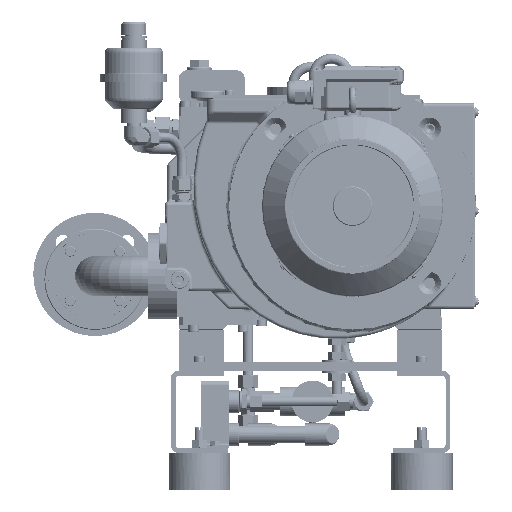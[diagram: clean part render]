
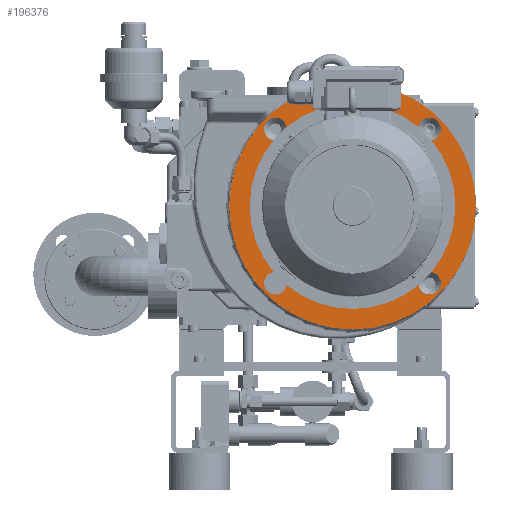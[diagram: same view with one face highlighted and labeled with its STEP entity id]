
A CAD part, left-side view. The second image highlights one B-rep face of the part: STEP entity #196376.
In plain terms, the highlighted planar face has unit normal (-1, 0, 0).
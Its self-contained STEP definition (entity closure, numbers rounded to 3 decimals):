
#43435=FACE_BOUND('',#60898,.T.);
#48752=FACE_OUTER_BOUND('',#60897,.T.);
#60897=EDGE_LOOP('',(#149638,#149639));
#60898=EDGE_LOOP('',(#149640,#149641,#149642,#149643,#149644,#149645,#149646,
#149647,#149648,#149649,#149650,#149651));
#72818=CIRCLE('',#212644,13.75);
#72820=CIRCLE('',#212646,13.75);
#72823=CIRCLE('',#212650,13.75);
#72825=CIRCLE('',#212652,13.75);
#72828=CIRCLE('',#212656,123.);
#72829=CIRCLE('',#212658,123.);
#72831=CIRCLE('',#212661,123.);
#72833=CIRCLE('',#212664,123.);
#72875=CIRCLE('',#212714,150.);
#72876=CIRCLE('',#212715,150.);
#72877=CIRCLE('',#212717,13.75);
#72878=CIRCLE('',#212718,13.75);
#72879=CIRCLE('',#212719,13.75);
#72880=CIRCLE('',#212720,13.75);
#84454=VERTEX_POINT('',#341019);
#84455=VERTEX_POINT('',#341021);
#84459=VERTEX_POINT('',#341032);
#84462=VERTEX_POINT('',#341046);
#84463=VERTEX_POINT('',#341048);
#84467=VERTEX_POINT('',#341062);
#84468=VERTEX_POINT('',#341073);
#84471=VERTEX_POINT('',#341090);
#84473=VERTEX_POINT('',#341099);
#84475=VERTEX_POINT('',#341111);
#84514=VERTEX_POINT('',#341218);
#84515=VERTEX_POINT('',#341220);
#84516=VERTEX_POINT('',#341224);
#84517=VERTEX_POINT('',#341227);
#107967=EDGE_CURVE('',#84454,#84455,#72818,.T.);
#107972=EDGE_CURVE('',#84459,#84454,#72820,.T.);
#107976=EDGE_CURVE('',#84462,#84463,#72823,.T.);
#107981=EDGE_CURVE('',#84467,#84462,#72825,.T.);
#107984=EDGE_CURVE('',#84459,#84463,#72828,.T.);
#107985=EDGE_CURVE('',#84468,#84455,#72829,.T.);
#107990=EDGE_CURVE('',#84473,#84471,#72831,.T.);
#107994=EDGE_CURVE('',#84467,#84475,#72833,.T.);
#108042=EDGE_CURVE('',#84514,#84515,#72875,.T.);
#108043=EDGE_CURVE('',#84515,#84514,#72876,.T.);
#108044=EDGE_CURVE('',#84516,#84475,#72877,.T.);
#108045=EDGE_CURVE('',#84473,#84516,#72878,.T.);
#108046=EDGE_CURVE('',#84517,#84471,#72879,.T.);
#108047=EDGE_CURVE('',#84468,#84517,#72880,.T.);
#149638=ORIENTED_EDGE('',*,*,#108043,.F.);
#149639=ORIENTED_EDGE('',*,*,#108042,.F.);
#149640=ORIENTED_EDGE('',*,*,#107972,.F.);
#149641=ORIENTED_EDGE('',*,*,#107984,.T.);
#149642=ORIENTED_EDGE('',*,*,#107976,.F.);
#149643=ORIENTED_EDGE('',*,*,#107981,.F.);
#149644=ORIENTED_EDGE('',*,*,#107994,.T.);
#149645=ORIENTED_EDGE('',*,*,#108044,.F.);
#149646=ORIENTED_EDGE('',*,*,#108045,.F.);
#149647=ORIENTED_EDGE('',*,*,#107990,.T.);
#149648=ORIENTED_EDGE('',*,*,#108046,.F.);
#149649=ORIENTED_EDGE('',*,*,#108047,.F.);
#149650=ORIENTED_EDGE('',*,*,#107985,.T.);
#149651=ORIENTED_EDGE('',*,*,#107967,.F.);
#188316=PLANE('',#212716);
#196376=ADVANCED_FACE('',(#48752,#43435),#188316,.T.);
#212644=AXIS2_PLACEMENT_3D('',#341022,#247359,#247360);
#212646=AXIS2_PLACEMENT_3D('',#341040,#247364,#247365);
#212650=AXIS2_PLACEMENT_3D('',#341049,#247373,#247374);
#212652=AXIS2_PLACEMENT_3D('',#341067,#247378,#247379);
#212656=AXIS2_PLACEMENT_3D('',#341071,#247386,#247387);
#212658=AXIS2_PLACEMENT_3D('',#341074,#247390,#247391);
#212661=AXIS2_PLACEMENT_3D('',#341100,#247396,#247397);
#212664=AXIS2_PLACEMENT_3D('',#341120,#247402,#247403);
#212714=AXIS2_PLACEMENT_3D('',#341221,#247507,#247508);
#212715=AXIS2_PLACEMENT_3D('',#341222,#247509,#247510);
#212716=AXIS2_PLACEMENT_3D('',#341223,#247511,#247512);
#212717=AXIS2_PLACEMENT_3D('',#341225,#247513,#247514);
#212718=AXIS2_PLACEMENT_3D('',#341226,#247515,#247516);
#212719=AXIS2_PLACEMENT_3D('',#341228,#247517,#247518);
#212720=AXIS2_PLACEMENT_3D('',#341229,#247519,#247520);
#247359=DIRECTION('center_axis',(-1.,0.,0.));
#247360=DIRECTION('ref_axis',(0.,0.,
1.));
#247364=DIRECTION('center_axis',(-1.,0.,0.));
#247365=DIRECTION('ref_axis',(0.,0.,
1.));
#247373=DIRECTION('center_axis',(-1.,0.,0.));
#247374=DIRECTION('ref_axis',(0.,0.,
1.));
#247378=DIRECTION('center_axis',(-1.,0.,0.));
#247379=DIRECTION('ref_axis',(0.,0.,
1.));
#247386=DIRECTION('center_axis',(1.,0.,0.));
#247387=DIRECTION('ref_axis',(0.,0.,
-1.));
#247390=DIRECTION('center_axis',(1.,0.,0.));
#247391=DIRECTION('ref_axis',(0.,0.,
-1.));
#247396=DIRECTION('center_axis',(1.,0.,0.));
#247397=DIRECTION('ref_axis',(0.,0.,
-1.));
#247402=DIRECTION('center_axis',(1.,0.,0.));
#247403=DIRECTION('ref_axis',(0.,0.,
-1.));
#247507=DIRECTION('center_axis',(1.,0.,0.));
#247508=DIRECTION('ref_axis',(0.,0.,
-1.));
#247509=DIRECTION('center_axis',(1.,0.,0.));
#247510=DIRECTION('ref_axis',(0.,0.,
-1.));
#247511=DIRECTION('center_axis',(-1.,0.,0.));
#247512=DIRECTION('ref_axis',(0.,0.,
1.));
#247513=DIRECTION('center_axis',(-1.,0.,0.));
#247514=DIRECTION('ref_axis',(0.,0.,
1.));
#247515=DIRECTION('center_axis',(-1.,0.,0.));
#247516=DIRECTION('ref_axis',(0.,0.,
1.));
#247517=DIRECTION('center_axis',(-1.,0.,0.));
#247518=DIRECTION('ref_axis',(0.,0.,
1.));
#247519=DIRECTION('center_axis',(-1.,0.,0.));
#247520=DIRECTION('ref_axis',(0.,0.,
1.));
#341019=CARTESIAN_POINT('',(-363.,42.692,79.942));
#341021=CARTESIAN_POINT('',(-363.,42.478,79.943));
#341022=CARTESIAN_POINT('Origin',(-363.,42.692,93.692));
#341032=CARTESIAN_POINT('',(-363.,28.943,93.478));
#341040=CARTESIAN_POINT('Origin',(-363.,42.692,93.692));
#341046=CARTESIAN_POINT('',(-363.,-144.692,79.942));
#341048=CARTESIAN_POINT('',(-363.,-130.943,93.478));
#341049=CARTESIAN_POINT('Origin',(-363.,-144.692,93.692));
#341062=CARTESIAN_POINT('',(-363.,-144.478,79.943));
#341067=CARTESIAN_POINT('Origin',(-363.,-144.692,93.692));
#341071=CARTESIAN_POINT('Origin',(-363.,-51.,0.));
#341073=CARTESIAN_POINT('',(-363.,42.478,-79.943));
#341074=CARTESIAN_POINT('Origin',(-363.,-51.,0.));
#341090=CARTESIAN_POINT('',(-363.,28.943,-93.478));
#341099=CARTESIAN_POINT('',(-363.,-130.943,-93.478));
#341100=CARTESIAN_POINT('Origin',(-363.,-51.,0.));
#341111=CARTESIAN_POINT('',(-363.,-144.478,-79.943));
#341120=CARTESIAN_POINT('Origin',(-363.,-51.,0.));
#341218=CARTESIAN_POINT('',(-363.,-51.,150.));
#341220=CARTESIAN_POINT('',(-363.,-51.,-150.));
#341221=CARTESIAN_POINT('Origin',(-363.,-51.,0.));
#341222=CARTESIAN_POINT('Origin',(-363.,-51.,0.));
#341223=CARTESIAN_POINT('Origin',(-363.,-51.,150.));
#341224=CARTESIAN_POINT('',(-363.,-144.692,-107.442));
#341225=CARTESIAN_POINT('Origin',(-363.,-144.692,-93.692));
#341226=CARTESIAN_POINT('Origin',(-363.,-144.692,-93.692));
#341227=CARTESIAN_POINT('',(-363.,42.692,-107.442));
#341228=CARTESIAN_POINT('Origin',(-363.,42.692,-93.692));
#341229=CARTESIAN_POINT('Origin',(-363.,42.692,-93.692));
